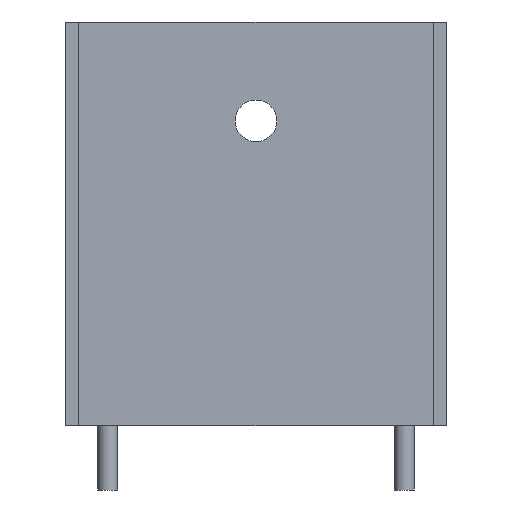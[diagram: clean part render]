
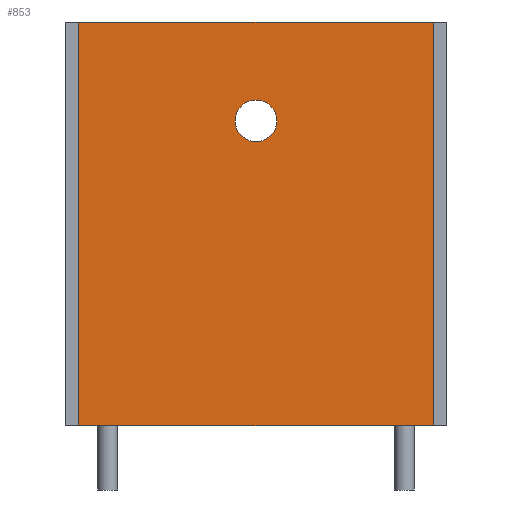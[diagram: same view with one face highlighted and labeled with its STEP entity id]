
A CAD part, front view. The second image highlights one B-rep face of the part: STEP entity #853.
In plain terms, the highlighted planar face has unit normal (0, -1, 0).
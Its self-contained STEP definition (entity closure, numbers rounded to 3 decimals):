
#14=FACE_BOUND('',#329,.T.);
#25=LINE('',#1174,#132);
#125=LINE('',#1381,#232);
#126=LINE('',#1383,#233);
#127=LINE('',#1384,#234);
#132=VECTOR('',#961,10.);
#232=VECTOR('',#1137,10.);
#233=VECTOR('',#1140,10.);
#234=VECTOR('',#1141,10.);
#282=FACE_OUTER_BOUND('',#328,.T.);
#328=EDGE_LOOP('',(#694,#695,#696,#697));
#329=EDGE_LOOP('',(#698));
#336=CIRCLE('',#883,1.265);
#346=VERTEX_POINT('',#1164);
#348=VERTEX_POINT('',#1170);
#350=VERTEX_POINT('',#1173);
#418=VERTEX_POINT('',#1377);
#419=VERTEX_POINT('',#1379);
#426=EDGE_CURVE('',#346,#346,#336,.T.);
#430=EDGE_CURVE('',#348,#350,#25,.T.);
#534=EDGE_CURVE('',#418,#419,#125,.T.);
#535=EDGE_CURVE('',#348,#418,#126,.T.);
#536=EDGE_CURVE('',#350,#419,#127,.T.);
#694=ORIENTED_EDGE('',*,*,#535,.T.);
#695=ORIENTED_EDGE('',*,*,#534,.T.);
#696=ORIENTED_EDGE('',*,*,#536,.F.);
#697=ORIENTED_EDGE('',*,*,#430,.F.);
#698=ORIENTED_EDGE('',*,*,#426,.T.);
#808=PLANE('',#924);
#853=ADVANCED_FACE('',(#282,#14),#808,.T.);
#883=AXIS2_PLACEMENT_3D('',#1165,#953,#954);
#924=AXIS2_PLACEMENT_3D('',#1382,#1138,#1139);
#953=DIRECTION('center_axis',(0.,1.,0.));
#954=DIRECTION('ref_axis',(0.,0.,-1.));
#961=DIRECTION('',(0.,0.,1.));
#1137=DIRECTION('',(0.,0.,1.));
#1138=DIRECTION('center_axis',(0.,-1.,0.));
#1139=DIRECTION('ref_axis',(1.,0.,0.));
#1140=DIRECTION('',(1.,0.,0.));
#1141=DIRECTION('',(1.,0.,0.));
#1164=CARTESIAN_POINT('',(0.,-2.,19.765));
#1165=CARTESIAN_POINT('Origin',(0.,-2.,18.5));
#1170=CARTESIAN_POINT('',(-10.75,-2.,0.));
#1173=CARTESIAN_POINT('',(-10.75,-2.,24.5));
#1174=CARTESIAN_POINT('',(-10.75,-2.,0.));
#1377=CARTESIAN_POINT('',(10.75,-2.,0.));
#1379=CARTESIAN_POINT('',(10.75,-2.,24.5));
#1381=CARTESIAN_POINT('',(10.75,-2.,0.));
#1382=CARTESIAN_POINT('Origin',(-10.75,-2.,0.));
#1383=CARTESIAN_POINT('',(0.,-2.,0.));
#1384=CARTESIAN_POINT('',(0.,-2.,24.5));
